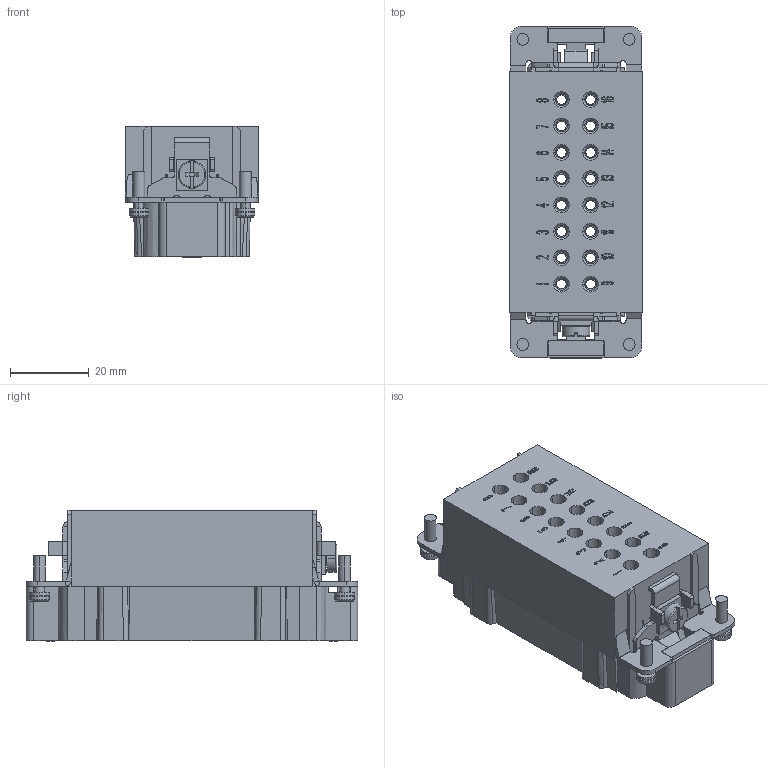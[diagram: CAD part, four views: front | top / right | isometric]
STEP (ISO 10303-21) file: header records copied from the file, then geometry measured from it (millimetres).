
FILE_DESCRIPTION((''),'2;1');
FILE_NAME('2017HE016MS','2017-07-10T',('tl.yang'),(''),'PRO/ENGINEER BY PARAMETRIC TECHNOLOGY CORPORATION, 2011500','PRO/ENGINEER BY PARAMETRIC TECHNOLOGY CORPORATION, 2011500','');
FILE_SCHEMA(('CONFIG_CONTROL_DESIGN'));
Products named in the file (1): 2017HE016MS
Bounding box: 33.9 x 84.3 x 33.29 mm (x, y, z)
Volume: 45627.5 mm3; surface area: 23364.4 mm2
Topology: 1 solids, 2 shells, 2426 faces, 6584 edges, 4300 vertices
Faces by surface type: plane 1842, cylinder 282, cone 152, bspline 148, torus 2
Entity records: 79647 total; most frequent: CARTESIAN_POINT 18750, ORIENTED_EDGE 13168, DIRECTION 11687, EDGE_CURVE 6584, VECTOR 5329, LINE 5329, VERTEX_POINT 4300, AXIS2_PLACEMENT_3D 3179
